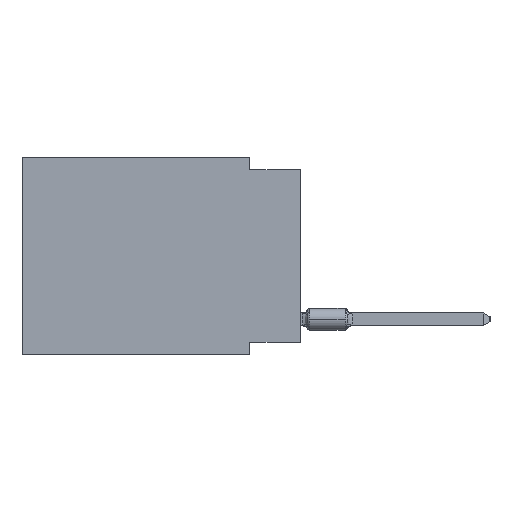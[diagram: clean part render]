
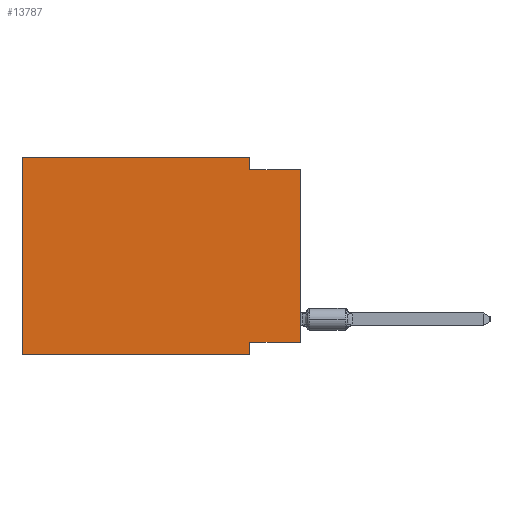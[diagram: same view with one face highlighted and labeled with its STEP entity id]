
A CAD part, left-side view. The second image highlights one B-rep face of the part: STEP entity #13787.
In plain terms, the highlighted planar face has unit normal (-1, 0, 0).
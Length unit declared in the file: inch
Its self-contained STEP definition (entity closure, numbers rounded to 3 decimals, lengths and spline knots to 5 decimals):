
#326 = LINE ( 'NONE', #14138, #62736 ) ;
#461 = EDGE_CURVE ( 'NONE', #23519, #20078, #326, .T. ) ;
#870 = ORIENTED_EDGE ( 'NONE', *, *, #33855, .F. ) ;
#2024 = ORIENTED_EDGE ( 'NONE', *, *, #13115, .F. ) ;
#2874 = LINE ( 'NONE', #18282, #53611 ) ;
#3861 = VECTOR ( 'NONE', #5685, 39.37008 ) ;
#4173 = LINE ( 'NONE', #29836, #44767 ) ;
#4530 = ORIENTED_EDGE ( 'NONE', *, *, #18634, .F. ) ;
#5072 = VERTEX_POINT ( 'NONE', #33698 ) ;
#5115 = CARTESIAN_POINT ( 'NONE',  ( 0., 0., -0.025 ) ) ;
#5685 = DIRECTION ( 'NONE',  ( 0., 0., 1. ) ) ;
#10507 = CARTESIAN_POINT ( 'NONE',  ( 0., 0.55, 0. ) ) ;
#10978 = LINE ( 'NONE', #40817, #23560 ) ;
#12529 = DIRECTION ( 'NONE',  ( 0., 0., -1. ) ) ;
#13115 = EDGE_CURVE ( 'NONE', #53874, #5072, #54510, .T. ) ;
#13254 = CARTESIAN_POINT ( 'NONE',  ( 0., 0.55, 0. ) ) ;
#13575 = DIRECTION ( 'NONE',  ( 0., 0., -1. ) ) ;
#13755 = CARTESIAN_POINT ( 'NONE',  ( 0., 0.55, -0.39 ) ) ;
#13787 = ADVANCED_FACE ( 'NONE', ( #58520 ), #24165, .F. ) ;
#14026 = VECTOR ( 'NONE', #24345, 39.37008 ) ;
#14138 = CARTESIAN_POINT ( 'NONE',  ( 0., 0., -0.025 ) ) ;
#14227 = CARTESIAN_POINT ( 'NONE',  ( 0., 0.1, -0.025 ) ) ;
#14558 = ORIENTED_EDGE ( 'NONE', *, *, #40079, .T. ) ;
#15082 = DIRECTION ( 'NONE',  ( 0., 0., 1. ) ) ;
#15859 = EDGE_LOOP ( 'NONE', ( #36664, #43840, #870, #4530, #2024, #14558, #25769, #19399 ) ) ;
#16258 = VERTEX_POINT ( 'NONE', #62168 ) ;
#18282 = CARTESIAN_POINT ( 'NONE',  ( 0., 0., -0.365 ) ) ;
#18634 = EDGE_CURVE ( 'NONE', #5072, #38045, #10978, .T. ) ;
#19282 = CARTESIAN_POINT ( 'NONE',  ( 0., 0.1, -0.39 ) ) ;
#19399 = ORIENTED_EDGE ( 'NONE', *, *, #31164, .F. ) ;
#20078 = VERTEX_POINT ( 'NONE', #5115 ) ;
#20879 = VECTOR ( 'NONE', #56658, 39.37008 ) ;
#20978 = EDGE_CURVE ( 'NONE', #25556, #44539, #56514, .T. ) ;
#22464 = DIRECTION ( 'NONE',  ( 0., 1., 0. ) ) ;
#23519 = VERTEX_POINT ( 'NONE', #14227 ) ;
#23560 = VECTOR ( 'NONE', #30548, 39.37008 ) ;
#24165 = PLANE ( 'NONE',  #47023 ) ;
#24345 = DIRECTION ( 'NONE',  ( 0., -1., 0. ) ) ;
#25556 = VERTEX_POINT ( 'NONE', #44070 ) ;
#25769 = ORIENTED_EDGE ( 'NONE', *, *, #20978, .F. ) ;
#26652 = CARTESIAN_POINT ( 'NONE',  ( 0., 0.1, -0.39 ) ) ;
#29836 = CARTESIAN_POINT ( 'NONE',  ( 0., 0., 0. ) ) ;
#30548 = DIRECTION ( 'NONE',  ( 0., -1., 0. ) ) ;
#31164 = EDGE_CURVE ( 'NONE', #16258, #25556, #2874, .T. ) ;
#33698 = CARTESIAN_POINT ( 'NONE',  ( 0., 0.55, 0. ) ) ;
#33855 = EDGE_CURVE ( 'NONE', #38045, #23519, #42199, .T. ) ;
#34120 = DIRECTION ( 'NONE',  ( 1., 0., 0. ) ) ;
#36664 = ORIENTED_EDGE ( 'NONE', *, *, #58322, .T. ) ;
#38045 = VERTEX_POINT ( 'NONE', #56994 ) ;
#38155 = LINE ( 'NONE', #13755, #14026 ) ;
#40079 = EDGE_CURVE ( 'NONE', #53874, #44539, #38155, .T. ) ;
#40817 = CARTESIAN_POINT ( 'NONE',  ( 0., 0.55, 0. ) ) ;
#42198 = VECTOR ( 'NONE', #12529, 39.37008 ) ;
#42199 = LINE ( 'NONE', #42524, #20879 ) ;
#42524 = CARTESIAN_POINT ( 'NONE',  ( 0., 0.1, 0. ) ) ;
#43840 = ORIENTED_EDGE ( 'NONE', *, *, #461, .F. ) ;
#44070 = CARTESIAN_POINT ( 'NONE',  ( 0., 0.1, -0.365 ) ) ;
#44539 = VERTEX_POINT ( 'NONE', #19282 ) ;
#44767 = VECTOR ( 'NONE', #15082, 39.37008 ) ;
#46041 = CARTESIAN_POINT ( 'NONE',  ( 0., 0.55, -0.39 ) ) ;
#47023 = AXIS2_PLACEMENT_3D ( 'NONE', #13254, #34120, #13575 ) ;
#48812 = DIRECTION ( 'NONE',  ( 0., -1., 0. ) ) ;
#53611 = VECTOR ( 'NONE', #22464, 39.37008 ) ;
#53874 = VERTEX_POINT ( 'NONE', #46041 ) ;
#54510 = LINE ( 'NONE', #10507, #3861 ) ;
#56514 = LINE ( 'NONE', #26652, #42198 ) ;
#56658 = DIRECTION ( 'NONE',  ( 0., 0., -1. ) ) ;
#56994 = CARTESIAN_POINT ( 'NONE',  ( 0., 0.1, 0. ) ) ;
#58322 = EDGE_CURVE ( 'NONE', #16258, #20078, #4173, .T. ) ;
#58520 = FACE_OUTER_BOUND ( 'NONE', #15859, .T. ) ;
#62168 = CARTESIAN_POINT ( 'NONE',  ( 0., 0., -0.365 ) ) ;
#62736 = VECTOR ( 'NONE', #48812, 39.37008 ) ;
